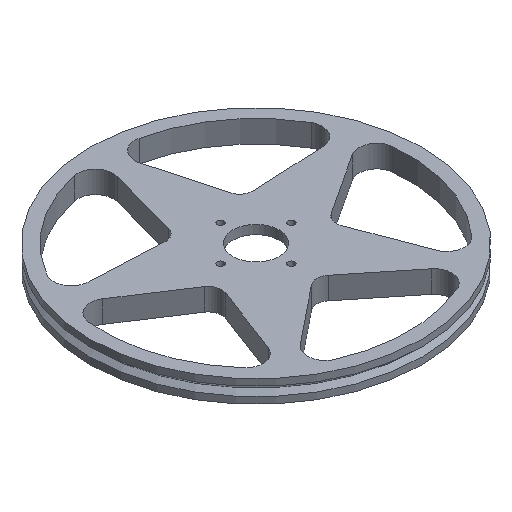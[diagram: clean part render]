
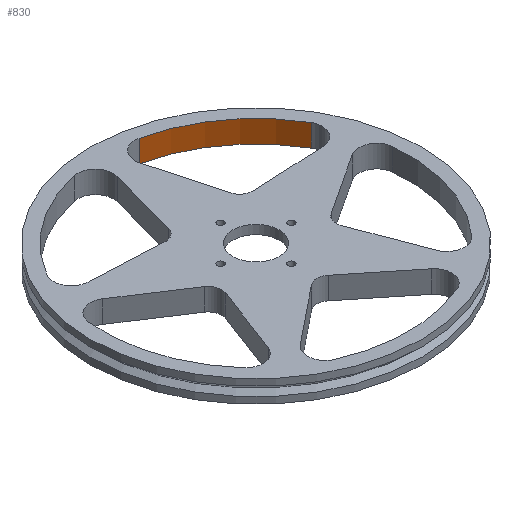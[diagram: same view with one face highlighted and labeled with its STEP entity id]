
A CAD part, isometric view. The second image highlights one B-rep face of the part: STEP entity #830.
In plain terms, the highlighted cylindrical face has radius 34.5 mm (diameter 69 mm), a partial arc.
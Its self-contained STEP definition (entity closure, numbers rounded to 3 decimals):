
#42=CIRCLE('',#892,34.5);
#43=CIRCLE('',#893,34.5);
#104=CYLINDRICAL_SURFACE('',#891,34.5);
#134=FACE_OUTER_BOUND('',#177,.T.);
#177=EDGE_LOOP('',(#581,#582,#583,#584));
#245=LINE('',#1293,#305);
#246=LINE('',#1299,#306);
#305=VECTOR('',#1016,10.);
#306=VECTOR('',#1023,10.);
#365=VERTEX_POINT('',#1289);
#366=VERTEX_POINT('',#1291);
#367=VERTEX_POINT('',#1295);
#368=VERTEX_POINT('',#1297);
#453=EDGE_CURVE('',#366,#365,#245,.T.);
#454=EDGE_CURVE('',#365,#367,#42,.T.);
#455=EDGE_CURVE('',#368,#366,#43,.T.);
#456=EDGE_CURVE('',#368,#367,#246,.T.);
#581=ORIENTED_EDGE('',*,*,#454,.F.);
#582=ORIENTED_EDGE('',*,*,#453,.F.);
#583=ORIENTED_EDGE('',*,*,#455,.F.);
#584=ORIENTED_EDGE('',*,*,#456,.T.);
#830=ADVANCED_FACE('',(#134),#104,.F.);
#891=AXIS2_PLACEMENT_3D('',#1294,#1017,#1018);
#892=AXIS2_PLACEMENT_3D('',#1296,#1019,#1020);
#893=AXIS2_PLACEMENT_3D('',#1298,#1021,#1022);
#1016=DIRECTION('',(0.,0.,-1.));
#1017=DIRECTION('center_axis',(0.,0.,-1.));
#1018=DIRECTION('ref_axis',(0.864,0.503,0.));
#1019=DIRECTION('center_axis',(0.,0.,1.));
#1020=DIRECTION('ref_axis',(0.864,0.503,0.));
#1021=DIRECTION('center_axis',(0.,0.,-1.));
#1022=DIRECTION('ref_axis',(0.864,0.503,0.));
#1023=DIRECTION('',(0.,0.,-1.));
#1289=CARTESIAN_POINT('',(29.811,17.366,-5.));
#1291=CARTESIAN_POINT('',(29.811,17.366,0.));
#1293=CARTESIAN_POINT('',(29.811,17.366,0.));
#1294=CARTESIAN_POINT('Origin',(0.,0.,0.));
#1295=CARTESIAN_POINT('',(7.304,33.718,-5.));
#1296=CARTESIAN_POINT('Origin',(0.,0.,-5.));
#1297=CARTESIAN_POINT('',(7.304,33.718,0.));
#1298=CARTESIAN_POINT('Origin',(0.,0.,0.));
#1299=CARTESIAN_POINT('',(7.304,33.718,0.));
